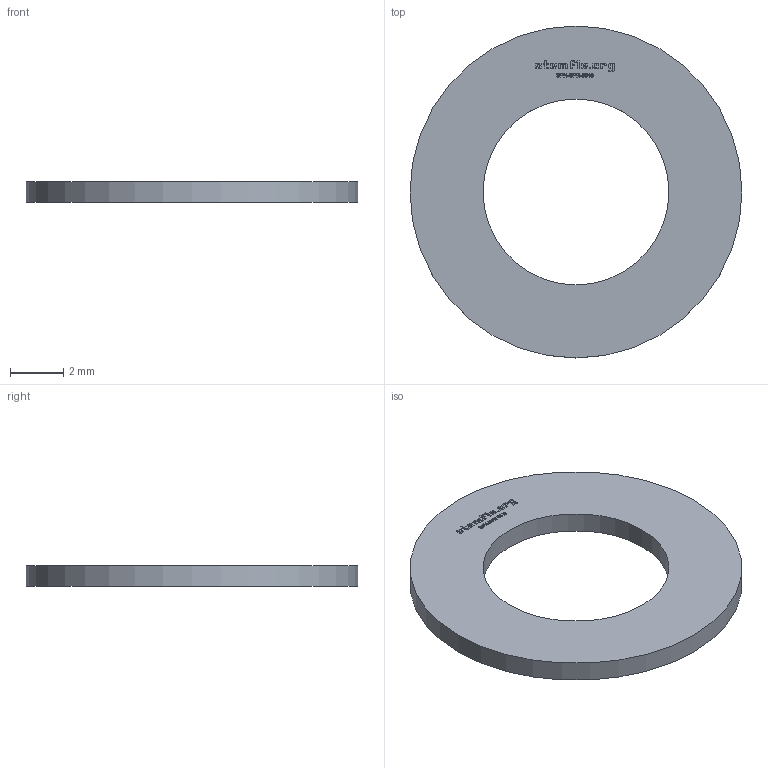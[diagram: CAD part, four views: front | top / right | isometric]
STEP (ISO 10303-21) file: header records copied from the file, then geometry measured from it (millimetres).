
FILE_DESCRIPTION(('FreeCAD Model'),'2;1');
FILE_NAME('Open CASCADE Shape Model','2022-07-12T00:38:38',(''),(''), 'Open CASCADE STEP processor 7.5','FreeCAD','Unknown');
FILE_SCHEMA(('AUTOMOTIVE_DESIGN { 1 0 10303 214 1 1 1 1 }'));
Length unit declared in the file: millimetre
Products named in the file (1): Spacer FRE SHM BU01.00x0.0625 (0.8mm) - SPN-SPR-0048 (stemfie.org)
Bounding box: 12.5 x 12.5 x 0.78 mm (x, y, z)
Volume: 65.8 mm3; surface area: 217.4 mm2
Topology: 1 solids, 1 shells, 508 faces, 1422 edges, 948 vertices
Faces by surface type: plane 329, bspline 177, cylinder 2
Full cylindrical faces by diameter (mm): 7 x1, 12.5 x1
Entity records: 36632 total; most frequent: CARTESIAN_POINT 10514, DIRECTION 3870, LINE 3196, VECTOR 3196, ORIENTED_EDGE 2844, PCURVE 2844, DEFINITIONAL_REPRESENTATION 2844, EDGE_CURVE 1422
